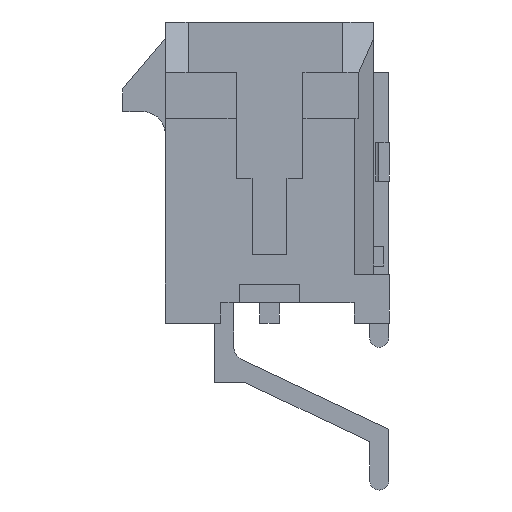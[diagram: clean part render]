
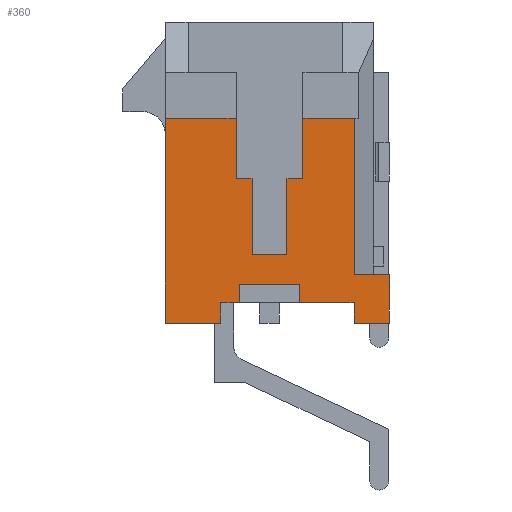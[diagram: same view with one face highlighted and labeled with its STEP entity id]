
A CAD part, left-side view. The second image highlights one B-rep face of the part: STEP entity #360.
In plain terms, the highlighted planar face has unit normal (-1, 0, 0).
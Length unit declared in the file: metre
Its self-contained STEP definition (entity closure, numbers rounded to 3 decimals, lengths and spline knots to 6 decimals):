
#360 = ADVANCED_FACE( '', ( #1017 ), #1018, .T. );
#1017 = FACE_OUTER_BOUND( '', #1702, .T. );
#1018 = PLANE( '', #1703 );
#1702 = EDGE_LOOP( '', ( #4325, #4326, #4327, #4328, #4329, #4330, #4331, #4332, #4333, #4334, #4335, #4336, #4337, #4338, #4339, #4340, #4341, #4342, #4343, #4344, #4345, #4346 ) );
#1703 = AXIS2_PLACEMENT_3D( '', #4347, #4348, #4349 );
#4325 = ORIENTED_EDGE( '', *, *, #4943, .T. );
#4326 = ORIENTED_EDGE( '', *, *, #4553, .T. );
#4327 = ORIENTED_EDGE( '', *, *, #4808, .T. );
#4328 = ORIENTED_EDGE( '', *, *, #5051, .T. );
#4329 = ORIENTED_EDGE( '', *, *, #5306, .T. );
#4330 = ORIENTED_EDGE( '', *, *, #4793, .F. );
#4331 = ORIENTED_EDGE( '', *, *, #5337, .T. );
#4332 = ORIENTED_EDGE( '', *, *, #4622, .T. );
#4333 = ORIENTED_EDGE( '', *, *, #5332, .T. );
#4334 = ORIENTED_EDGE( '', *, *, #5330, .T. );
#4335 = ORIENTED_EDGE( '', *, *, #5156, .T. );
#4336 = ORIENTED_EDGE( '', *, *, #4928, .T. );
#4337 = ORIENTED_EDGE( '', *, *, #4931, .T. );
#4338 = ORIENTED_EDGE( '', *, *, #4817, .T. );
#4339 = ORIENTED_EDGE( '', *, *, #5155, .T. );
#4340 = ORIENTED_EDGE( '', *, *, #5281, .T. );
#4341 = ORIENTED_EDGE( '', *, *, #5041, .T. );
#4342 = ORIENTED_EDGE( '', *, *, #4592, .T. );
#4343 = ORIENTED_EDGE( '', *, *, #5225, .T. );
#4344 = ORIENTED_EDGE( '', *, *, #5194, .F. );
#4345 = ORIENTED_EDGE( '', *, *, #5009, .T. );
#4346 = ORIENTED_EDGE( '', *, *, #5189, .T. );
#4347 = CARTESIAN_POINT( '', ( -0.006575, 0., 0. ) );
#4348 = DIRECTION( '', ( -1., 0., 0. ) );
#4349 = DIRECTION( '', ( 0., 0., 1. ) );
#4553 = EDGE_CURVE( '', #5598, #5599, #5600, .T. );
#4592 = EDGE_CURVE( '', #5677, #5675, #5678, .T. );
#4622 = EDGE_CURVE( '', #5736, #5734, #5737, .T. );
#4793 = EDGE_CURVE( '', #6050, #6052, #6053, .T. );
#4808 = EDGE_CURVE( '', #5599, #6078, #6081, .T. );
#4817 = EDGE_CURVE( '', #6095, #6096, #6097, .T. );
#4928 = EDGE_CURVE( '', #6289, #6287, #6290, .T. );
#4931 = EDGE_CURVE( '', #6287, #6095, #6293, .T. );
#4943 = EDGE_CURVE( '', #6311, #5598, #6312, .T. );
#5009 = EDGE_CURVE( '', #6416, #6417, #6418, .T. );
#5041 = EDGE_CURVE( '', #6472, #5677, #6473, .T. );
#5051 = EDGE_CURVE( '', #6078, #6487, #6489, .T. );
#5155 = EDGE_CURVE( '', #6096, #6636, #6638, .T. );
#5156 = EDGE_CURVE( '', #6639, #6289, #6640, .T. );
#5189 = EDGE_CURVE( '', #6417, #6311, #6686, .T. );
#5194 = EDGE_CURVE( '', #6416, #6692, #6693, .T. );
#5225 = EDGE_CURVE( '', #5675, #6692, #6734, .T. );
#5281 = EDGE_CURVE( '', #6636, #6472, #6799, .T. );
#5306 = EDGE_CURVE( '', #6487, #6052, #6829, .T. );
#5330 = EDGE_CURVE( '', #6857, #6639, #6858, .T. );
#5332 = EDGE_CURVE( '', #5734, #6857, #6860, .T. );
#5337 = EDGE_CURVE( '', #6050, #5736, #6865, .T. );
#5598 = VERTEX_POINT( '', #7100 );
#5599 = VERTEX_POINT( '', #7101 );
#5600 = LINE( '', #7102, #7103 );
#5675 = VERTEX_POINT( '', #7215 );
#5677 = VERTEX_POINT( '', #7218 );
#5678 = LINE( '', #7219, #7220 );
#5734 = VERTEX_POINT( '', #7300 );
#5736 = VERTEX_POINT( '', #7303 );
#5737 = LINE( '', #7304, #7305 );
#6050 = VERTEX_POINT( '', #7781 );
#6052 = VERTEX_POINT( '', #7784 );
#6053 = LINE( '', #7785, #7786 );
#6078 = VERTEX_POINT( '', #7824 );
#6081 = LINE( '', #7828, #7829 );
#6095 = VERTEX_POINT( '', #7851 );
#6096 = VERTEX_POINT( '', #7852 );
#6097 = LINE( '', #7853, #7854 );
#6287 = VERTEX_POINT( '', #8147 );
#6289 = VERTEX_POINT( '', #8150 );
#6290 = LINE( '', #8151, #8152 );
#6293 = LINE( '', #8157, #8158 );
#6311 = VERTEX_POINT( '', #8187 );
#6312 = LINE( '', #8188, #8189 );
#6416 = VERTEX_POINT( '', #8355 );
#6417 = VERTEX_POINT( '', #8356 );
#6418 = LINE( '', #8357, #8358 );
#6472 = VERTEX_POINT( '', #8441 );
#6473 = LINE( '', #8442, #8443 );
#6487 = VERTEX_POINT( '', #8465 );
#6489 = LINE( '', #8468, #8469 );
#6636 = VERTEX_POINT( '', #8713 );
#6638 = LINE( '', #8716, #8717 );
#6639 = VERTEX_POINT( '', #8718 );
#6640 = LINE( '', #8719, #8720 );
#6686 = LINE( '', #8797, #8798 );
#6692 = VERTEX_POINT( '', #8808 );
#6693 = LINE( '', #8809, #8810 );
#6734 = LINE( '', #8881, #8882 );
#6799 = LINE( '', #9001, #9002 );
#6829 = LINE( '', #9056, #9057 );
#6857 = VERTEX_POINT( '', #9108 );
#6858 = LINE( '', #9109, #9110 );
#6860 = LINE( '', #9113, #9114 );
#6865 = LINE( '', #9123, #9124 );
#7100 = CARTESIAN_POINT( '', ( -0.006575, -0.000575, -0.000195 ) );
#7101 = CARTESIAN_POINT( '', ( -0.006575, -0.000575, -0.002695 ) );
#7102 = CARTESIAN_POINT( '', ( -0.006575, -0.000575, -0.000195 ) );
#7103 = VECTOR( '', #9263, 1. );
#7215 = CARTESIAN_POINT( '', ( -0.006575, -0.00394, -0.003355 ) );
#7218 = CARTESIAN_POINT( '', ( -0.006575, -0.00394, -0.004955 ) );
#7219 = CARTESIAN_POINT( '', ( -0.006575, -0.00394, -0.004955 ) );
#7220 = VECTOR( '', #9302, 1. );
#7300 = CARTESIAN_POINT( '', ( -0.006575, 0.00343, -0.004955 ) );
#7303 = CARTESIAN_POINT( '', ( -0.006575, 0.00343, 0.001785 ) );
#7304 = CARTESIAN_POINT( '', ( -0.006575, 0.00343, 0.001785 ) );
#7305 = VECTOR( '', #9340, 1. );
#7781 = CARTESIAN_POINT( '', ( -0.006575, 0.0011, 0.001785 ) );
#7784 = CARTESIAN_POINT( '', ( -0.006575, 0.0011, -0.000195 ) );
#7785 = CARTESIAN_POINT( '', ( -0.006575, 0.0011, 0.001785 ) );
#7786 = VECTOR( '', #9523, 1. );
#7824 = CARTESIAN_POINT( '', ( -0.006575, 0.000575, -0.002695 ) );
#7828 = CARTESIAN_POINT( '', ( -0.006575, -0.000575, -0.002695 ) );
#7829 = VECTOR( '', #9538, 1. );
#7851 = CARTESIAN_POINT( '', ( -0.006575, -0.001, -0.003685 ) );
#7852 = CARTESIAN_POINT( '', ( -0.006575, -0.001, -0.004285 ) );
#7853 = CARTESIAN_POINT( '', ( -0.006575, -0.001, -0.003685 ) );
#7854 = VECTOR( '', #9547, 1. );
#8147 = CARTESIAN_POINT( '', ( -0.006575, 0.001, -0.003685 ) );
#8150 = CARTESIAN_POINT( '', ( -0.006575, 0.001, -0.004285 ) );
#8151 = CARTESIAN_POINT( '', ( -0.006575, 0.001, -0.004285 ) );
#8152 = VECTOR( '', #9670, 1. );
#8157 = CARTESIAN_POINT( '', ( -0.006575, 0.001, -0.003685 ) );
#8158 = VECTOR( '', #9673, 1. );
#8187 = CARTESIAN_POINT( '', ( -0.006575, -0.0011, -0.000195 ) );
#8188 = CARTESIAN_POINT( '', ( -0.006575, -0.0011, -0.000195 ) );
#8189 = VECTOR( '', #9685, 1. );
#8355 = CARTESIAN_POINT( '', ( -0.006575, -0.002798, 0.001785 ) );
#8356 = CARTESIAN_POINT( '', ( -0.006575, -0.0011, 0.001785 ) );
#8357 = CARTESIAN_POINT( '', ( -0.006575, -0.002798, 0.001785 ) );
#8358 = VECTOR( '', #9757, 1. );
#8441 = CARTESIAN_POINT( '', ( -0.006575, -0.00278, -0.004955 ) );
#8442 = CARTESIAN_POINT( '', ( -0.006575, -0.00278, -0.004955 ) );
#8443 = VECTOR( '', #9793, 1. );
#8465 = CARTESIAN_POINT( '', ( -0.006575, 0.000575, -0.000195 ) );
#8468 = CARTESIAN_POINT( '', ( -0.006575, 0.000575, -0.002695 ) );
#8469 = VECTOR( '', #9803, 1. );
#8713 = CARTESIAN_POINT( '', ( -0.006575, -0.00278, -0.004285 ) );
#8716 = CARTESIAN_POINT( '', ( -0.006575, -0.001, -0.004285 ) );
#8717 = VECTOR( '', #9917, 1. );
#8718 = CARTESIAN_POINT( '', ( -0.006575, 0.0016, -0.004285 ) );
#8719 = CARTESIAN_POINT( '', ( -0.006575, 0.0016, -0.004285 ) );
#8720 = VECTOR( '', #9918, 1. );
#8797 = CARTESIAN_POINT( '', ( -0.006575, -0.0011, 0.001785 ) );
#8798 = VECTOR( '', #9953, 1. );
#8808 = CARTESIAN_POINT( '', ( -0.006575, -0.002798, -0.003355 ) );
#8809 = CARTESIAN_POINT( '', ( -0.006575, -0.002798, 0.001785 ) );
#8810 = VECTOR( '', #9958, 1. );
#8881 = CARTESIAN_POINT( '', ( -0.006575, -0.00394, -0.003355 ) );
#8882 = VECTOR( '', #9989, 1. );
#9001 = CARTESIAN_POINT( '', ( -0.006575, -0.00278, -0.004285 ) );
#9002 = VECTOR( '', #10047, 1. );
#9056 = CARTESIAN_POINT( '', ( -0.006575, 0.000575, -0.000195 ) );
#9057 = VECTOR( '', #10072, 1. );
#9108 = CARTESIAN_POINT( '', ( -0.006575, 0.0016, -0.004955 ) );
#9109 = CARTESIAN_POINT( '', ( -0.006575, 0.0016, -0.004955 ) );
#9110 = VECTOR( '', #10096, 1. );
#9113 = CARTESIAN_POINT( '', ( -0.006575, 0.00343, -0.004955 ) );
#9114 = VECTOR( '', #10098, 1. );
#9123 = CARTESIAN_POINT( '', ( -0.006575, 0.0011, 0.001785 ) );
#9124 = VECTOR( '', #10103, 1. );
#9263 = DIRECTION( '', ( 0., 0., -1. ) );
#9302 = DIRECTION( '', ( 0., 0., 1. ) );
#9340 = DIRECTION( '', ( 0., 0., -1. ) );
#9523 = DIRECTION( '', ( 0., 0., -1. ) );
#9538 = DIRECTION( '', ( 0., 1., 0. ) );
#9547 = DIRECTION( '', ( 0., 0., -1. ) );
#9670 = DIRECTION( '', ( 0., 0., 1. ) );
#9673 = DIRECTION( '', ( 0., -1., 0. ) );
#9685 = DIRECTION( '', ( 0., 1., 0. ) );
#9757 = DIRECTION( '', ( 0., 1., 0. ) );
#9793 = DIRECTION( '', ( 0., -1., 0. ) );
#9803 = DIRECTION( '', ( 0., 0., 1. ) );
#9917 = DIRECTION( '', ( 0., -1., 0. ) );
#9918 = DIRECTION( '', ( 0., -1., 0. ) );
#9953 = DIRECTION( '', ( 0., 0., -1. ) );
#9958 = DIRECTION( '', ( 0., 0., -1. ) );
#9989 = DIRECTION( '', ( 0., 1., 0. ) );
#10047 = DIRECTION( '', ( 0., 0., -1. ) );
#10072 = DIRECTION( '', ( 0., 1., 0. ) );
#10096 = DIRECTION( '', ( 0., 0., 1. ) );
#10098 = DIRECTION( '', ( 0., -1., 0. ) );
#10103 = DIRECTION( '', ( 0., 1., 0. ) );
